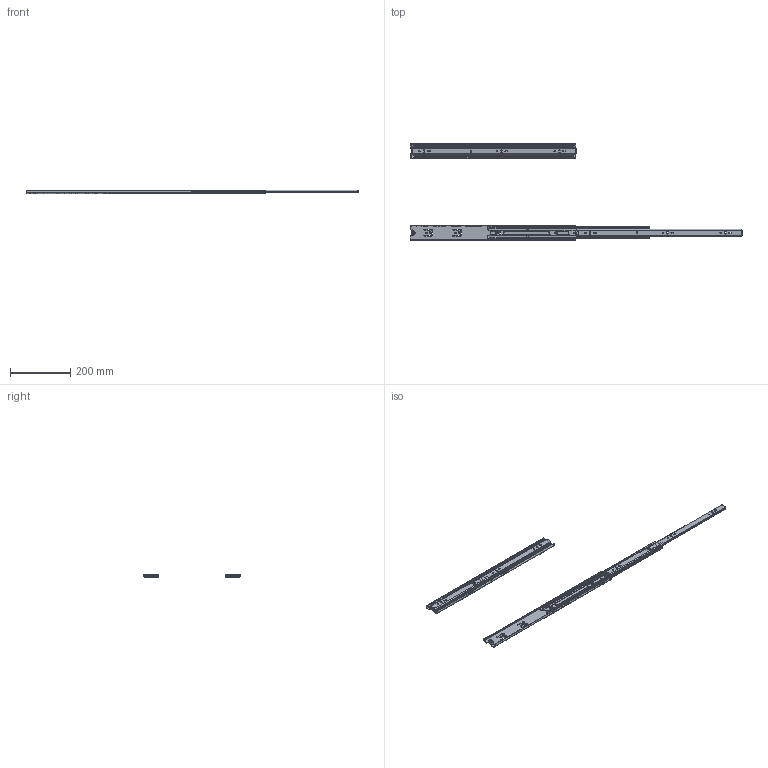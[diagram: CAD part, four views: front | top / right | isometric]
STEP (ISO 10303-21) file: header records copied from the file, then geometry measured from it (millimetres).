
FILE_DESCRIPTION(/* description */ (''),/* implementation_level */ '2;1');
FILE_NAME(/* name */ 'DZ3932-0055.stp',/* time_stamp */ '2021-12-03T12:44:45+00:00',/* author */ ('kchown'),/* organization */ (''),/* preprocessor_version */ 'ST-DEVELOPER v18',/* originating_system */ 'Autodesk Inventor 2020',/* authorisation */ '');
FILE_SCHEMA (('AUTOMOTIVE_DESIGN { 1 0 10303 214 3 1 1 }'));
Products named in the file (35): Accuride_3932-22; Accuride_3932-22_1; Accuride_3932-22_1_1; Accuride_3932-22_2; Accuride_3932-22_3; Accuride_3932-22_4; Accuride_3932-22_5; Accuride_3932-22_6; Accuride_3932-22_7; Accuride_3932-22_8; Accuride_3932-22_9; Accuride_3932-22_10; Accuride_3932-22_11; Accuride_3932-22_12; Accuride_3932-22_13; Accuride_3932-22_14; Accuride_3932-22_15; Accuride_3932-22_16; Accuride_3932-22_17; Accuride_3932-22_18; Accuride_3932-22_19; Accuride_3932-22_20; Accuride_3932-22_21; Accuride_3932-22_22; Accuride_3932-22_23; Accuride_3932-22_24; Accuride_3932-22_25; Accuride_3932-22_26; Accuride_3932-22_27; Accuride_3932-22_28; Accuride_3932-22_29; Accuride_3932-22_30; Accuride_3932-22_31; Accuride_3932-22_32; Accuride_3932-22_33
Assembly tree (34 placements, depth 2):
  Accuride_3932-22
    Accuride_3932-22_1
    Accuride_3932-22_1_1
    Accuride_3932-22_2
    Accuride_3932-22_3
    Accuride_3932-22_4
    Accuride_3932-22_5
    Accuride_3932-22_6
    Accuride_3932-22_7
    Accuride_3932-22_8
    Accuride_3932-22_9
    Accuride_3932-22_10
    Accuride_3932-22_11
    Accuride_3932-22_12
    Accuride_3932-22_13
    Accuride_3932-22_14
    Accuride_3932-22_15
    Accuride_3932-22_16
    Accuride_3932-22_17
    Accuride_3932-22_18
    Accuride_3932-22_19
    Accuride_3932-22_20
    Accuride_3932-22_21
    Accuride_3932-22_22
    Accuride_3932-22_23
    Accuride_3932-22_24
    Accuride_3932-22_25
    Accuride_3932-22_26
    Accuride_3932-22_27
    Accuride_3932-22_28
    Accuride_3932-22_29
    Accuride_3932-22_30
    Accuride_3932-22_31
    Accuride_3932-22_32
    Accuride_3932-22_33
Bounding box: 1100 x 321.26 x 12.67 mm (x, y, z)
Volume: 325936.9 mm3; surface area: 448878.7 mm2
Topology: 34 solids, 34 shells, 1856 faces, 6368 edges, 4242 vertices
Faces by surface type: cylinder 954, plane 798, bspline 100, sphere 4
Full cylindrical faces by diameter (mm): 4.2 x4, 4.4 x6, 4.5 x4, 5.6 x88, 5.7 x4, 6.2 x12, 8.5 x2
Entity records: 112322 total; most frequent: CARTESIAN_POINT 54970, ORIENTED_EDGE 12736, DIRECTION 11092, EDGE_CURVE 6368, VERTEX_POINT 4242, AXIS2_PLACEMENT_3D 3817, LINE 3458, VECTOR 3458
